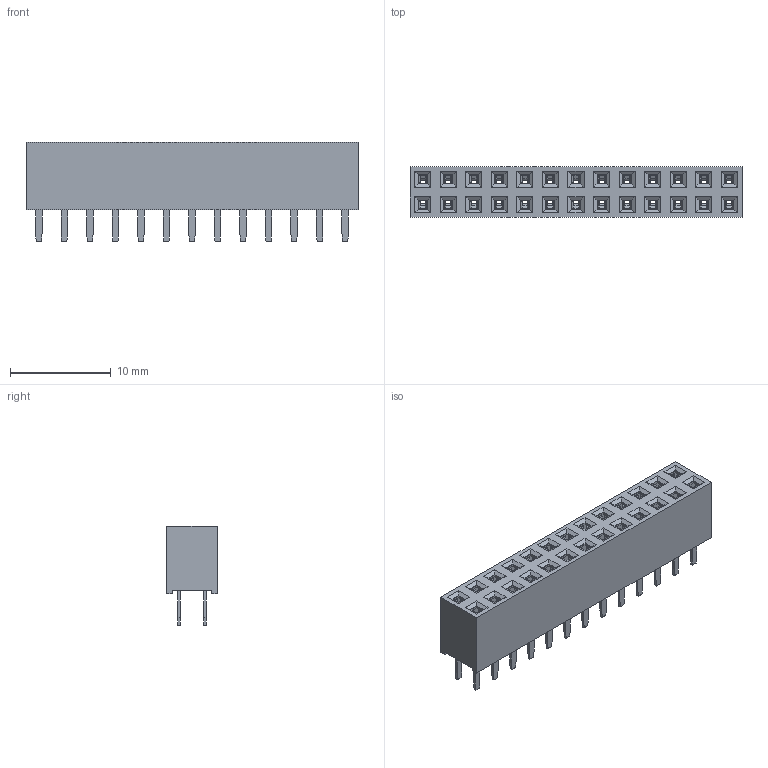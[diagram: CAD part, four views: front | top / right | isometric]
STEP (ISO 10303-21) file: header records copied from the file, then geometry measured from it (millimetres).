
FILE_DESCRIPTION((''),'2;1');
FILE_NAME('PGFZ26SNS14HP_ASM','2023-11-22T',('PLALX-SALES6'),(''),'PRO/ENGINEER BY PARAMETRIC TECHNOLOGY CORPORATION, 2015440','PRO/ENGINEER BY PARAMETRIC TECHNOLOGY CORPORATION, 2015440','');
FILE_SCHEMA(('AUTOMOTIVE_DESIGN { 1 0 10303 214 1 1 1 1 }'));
Length unit declared in the file: millimetre
Products named in the file (9): 001-0000-0896_REV1; 001-0000-0896_REV1_ASM_ASM_ASM; PRT0347; 251-0204-0391_ASM_ASM_ASM; PRT0348; ASM0006_ASM_ASM_ASM; ASM0005_ASM_1_ASM_ASM; PGFZ26SNS14HP_ASM_ASM; PGFZ26SNS14HP_ASM
Assembly tree (32 placements, depth 5):
  PGFZ26SNS14HP_ASM
    PGFZ26SNS14HP_ASM_ASM
      ASM0005_ASM_1_ASM_ASM
        001-0000-0896_REV1_ASM_ASM_ASM
          001-0000-0896_REV1
        251-0204-0391_ASM_ASM_ASM  x13
          PRT0347
        ASM0006_ASM_ASM_ASM  x13
          PRT0348
Bounding box: 33.02 x 5.03 x 9.93 mm (x, y, z)
Volume: 761.8 mm3; surface area: 3032 mm2
Topology: 27 solids, 27 shells, 2480 faces, 7408 edges, 5008 vertices
Faces by surface type: plane 1804, cylinder 676
Entity records: 28444 total; most frequent: CARTESIAN_POINT 3662, ORIENTED_EDGE 3248, DIRECTION 2976, PRESENTATION_STYLE_ASSIGNMENT 2211, STYLED_ITEM 2211, CURVE_STYLE 1624, EDGE_CURVE 1624, VECTOR 1472
